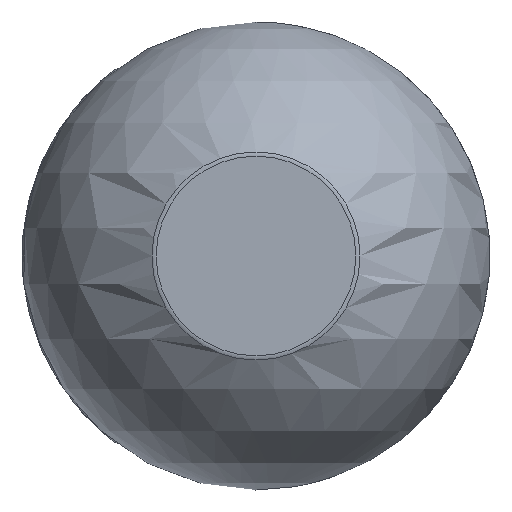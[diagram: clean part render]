
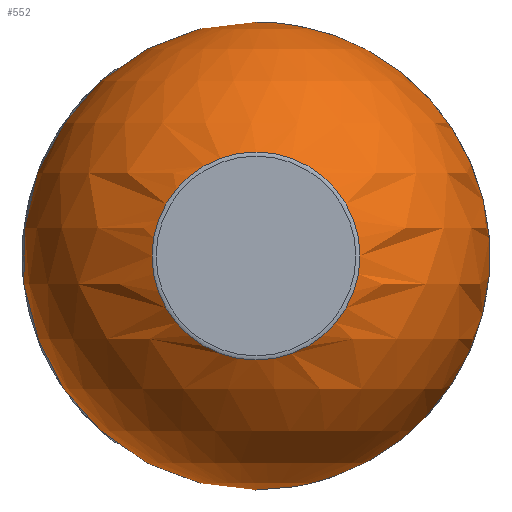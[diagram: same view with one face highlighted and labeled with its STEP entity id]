
A CAD part, left-side view. The second image highlights one B-rep face of the part: STEP entity #552.
In plain terms, the highlighted spherical face has radius 5 mm.
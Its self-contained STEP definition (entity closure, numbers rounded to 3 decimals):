
#2 = CARTESIAN_POINT ( 'NONE',  ( 4.364, 2.44, 0. ) ) ;
#67 = VERTEX_POINT ( 'NONE', #545 ) ;
#75 = DIRECTION ( 'NONE',  ( 0., 0., 1. ) ) ;
#209 = VERTEX_POINT ( 'NONE', #2 ) ;
#287 = AXIS2_PLACEMENT_3D ( 'NONE', #832, #75, #343 ) ;
#320 = DIRECTION ( 'NONE',  ( 1., 0., 0. ) ) ;
#330 = CARTESIAN_POINT ( 'NONE',  ( 4.364, 0., 0. ) ) ;
#343 = DIRECTION ( 'NONE',  ( 0., 1., 0. ) ) ;
#381 = DIRECTION ( 'NONE',  ( 0., 1., 0. ) ) ;
#429 = EDGE_CURVE ( 'NONE', #209, #209, #724, .T. ) ;
#448 = AXIS2_PLACEMENT_3D ( 'NONE', #330, #474, #542 ) ;
#474 = DIRECTION ( 'NONE',  ( 1., 0., 0. ) ) ;
#504 = ORIENTED_EDGE ( 'NONE', *, *, #429, .F. ) ;
#507 = ORIENTED_EDGE ( 'NONE', *, *, #777, .T. ) ;
#529 = CARTESIAN_POINT ( 'NONE',  ( -4.479, 0., 0. ) ) ;
#542 = DIRECTION ( 'NONE',  ( 0., 1., 0. ) ) ;
#545 = CARTESIAN_POINT ( 'NONE',  ( -4.479, 2.222, 0. ) ) ;
#549 = FACE_OUTER_BOUND ( 'NONE', #658, .T. ) ;
#552 = ADVANCED_FACE ( 'NONE', ( #549, #764 ), #554, .T. ) ;
#554 = SPHERICAL_SURFACE ( 'NONE', #287, 5. ) ;
#658 = EDGE_LOOP ( 'NONE', ( #507 ) ) ;
#709 = CIRCLE ( 'NONE', #857, 2.222 ) ;
#723 = EDGE_LOOP ( 'NONE', ( #504 ) ) ;
#724 = CIRCLE ( 'NONE', #448, 2.44 ) ;
#764 = FACE_OUTER_BOUND ( 'NONE', #723, .T. ) ;
#777 = EDGE_CURVE ( 'NONE', #67, #67, #709, .T. ) ;
#832 = CARTESIAN_POINT ( 'NONE',  ( 0., 0., 0. ) ) ;
#857 = AXIS2_PLACEMENT_3D ( 'NONE', #529, #320, #381 ) ;
